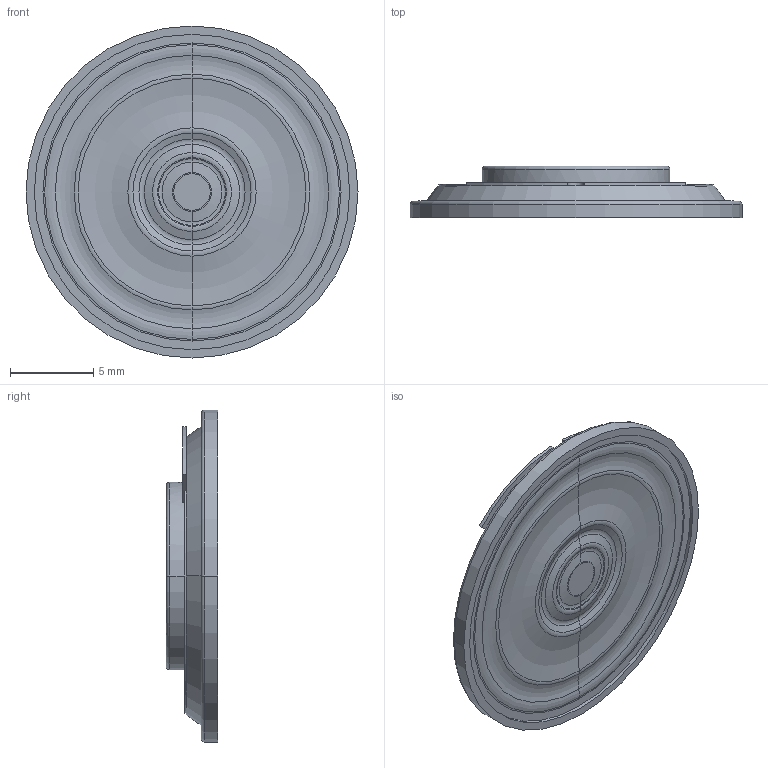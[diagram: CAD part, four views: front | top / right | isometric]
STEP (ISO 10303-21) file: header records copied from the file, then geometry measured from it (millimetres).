
FILE_DESCRIPTION (( 'STEP AP214' ), '1' );
FILE_NAME ('CUI_DEVICES_CDM-20008.step', '2020-09-15T04:32:14', ( 'EC2' ), ( 'Amazon.com' ), 'SwSTEP 2.0', 'SolidWorks 2020', '' );
FILE_SCHEMA (( 'AUTOMOTIVE_DESIGN' ));
Length unit declared in the file: inch
Products named in the file (1): CUI_DEVICES_CDM-20008
Bounding box: 20 x 3.1 x 20 mm (x, y, z)
Volume: 477.4 mm3; surface area: 1444.7 mm2
Topology: 3 solids, 3 shells, 95 faces, 196 edges, 112 vertices
Faces by surface type: torus 44, cone 18, plane 18, cylinder 15
Entity records: 3810 total; most frequent: DIRECTION 532, CARTESIAN_POINT 404, ORIENTED_EDGE 392, AXIS2_PLACEMENT_3D 240, EDGE_CURVE 196, CIRCLE 144, VERTEX_POINT 112, EDGE_LOOP 100
